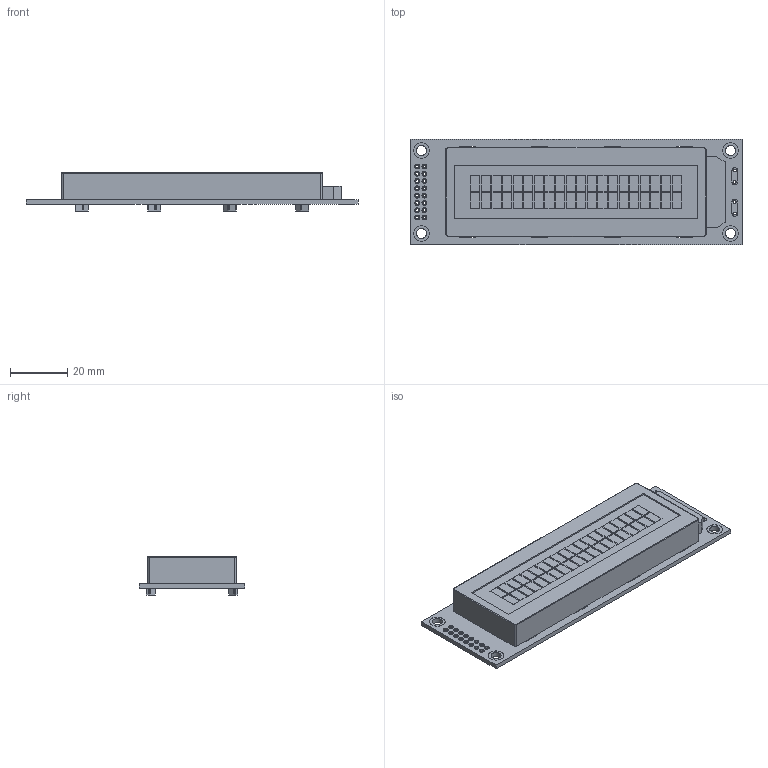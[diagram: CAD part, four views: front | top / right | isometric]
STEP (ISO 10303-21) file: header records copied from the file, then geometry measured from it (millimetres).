
FILE_DESCRIPTION (( 'STEP AP214' ), '1' );
FILE_NAME ('0677E94D-4D2D-4F4A-B8F1-0A548871ED2E.STEP', '2009-04-24T19:49:54', ( 'SysAdmin' ), ( 'SolidWorks' ), 'SwSTEP 2.0', 'SolidWorks 2009', '' );
FILE_SCHEMA (( 'AUTOMOTIVE_DESIGN' ));
Length unit declared in the file: millimetre
Products named in the file (1): 0677E94D-4D2D-4F4A-B8F1-0A548871ED2E
Bounding box: 116 x 37 x 13.3 mm (x, y, z)
Volume: 33190.9 mm3; surface area: 12062.8 mm2
Topology: 1 solids, 1 shells, 640 faces, 1655 edges, 1079 vertices
Faces by surface type: plane 394, cylinder 209, bspline 32, torus 5
Entity records: 26793 total; most frequent: CARTESIAN_POINT 3890, ORIENTED_EDGE 3310, DIRECTION 3207, EDGE_CURVE 1655, LINE 1127, VECTOR 1127, VERTEX_POINT 1079, AXIS2_PLACEMENT_3D 1040
